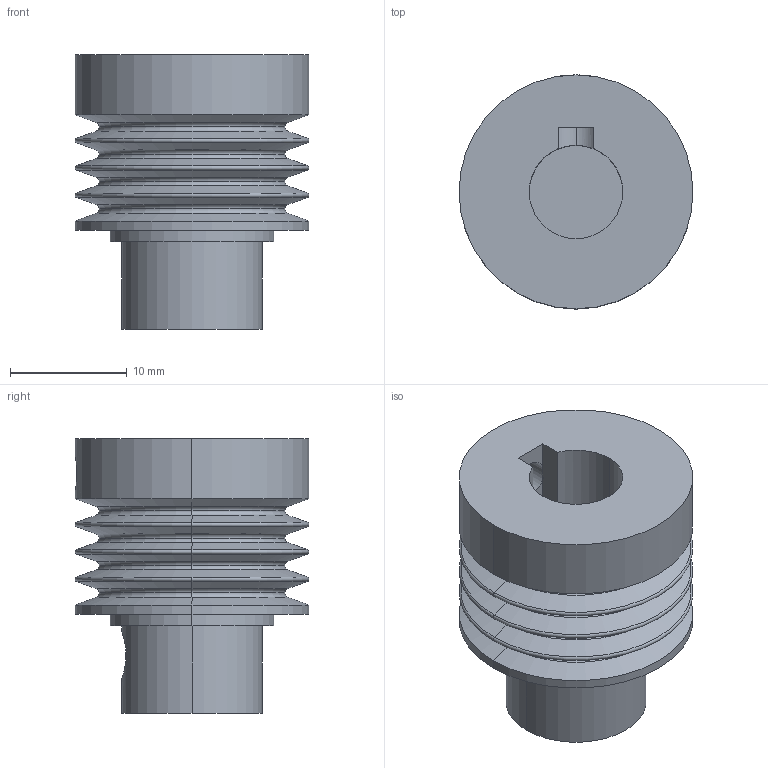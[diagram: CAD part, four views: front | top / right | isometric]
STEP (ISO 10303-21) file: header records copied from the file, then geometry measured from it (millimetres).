
FILE_DESCRIPTION (( 'STEP AP214' ), '1' );
FILE_NAME ('Poulie spéciale.STEP', '2020-07-31T14:12:02', ( '' ), ( '' ), 'SwSTEP 2.0', 'SolidWorks 2016', '' );
FILE_SCHEMA (( 'AUTOMOTIVE_DESIGN' ));
Length unit declared in the file: millimetre
Products named in the file (1): Poulie spéciale
Bounding box: 20 x 20 x 23.5 mm (x, y, z)
Volume: 3922.4 mm3; surface area: 3034 mm2
Topology: 1 solids, 1 shells, 64 faces, 137 edges, 76 vertices
Faces by surface type: torus 22, cone 16, cylinder 15, plane 11
Entity records: 1915 total; most frequent: CARTESIAN_POINT 420, DIRECTION 349, ORIENTED_EDGE 274, AXIS2_PLACEMENT_3D 153, EDGE_CURVE 137, CIRCLE 88, VERTEX_POINT 76, EDGE_LOOP 69
